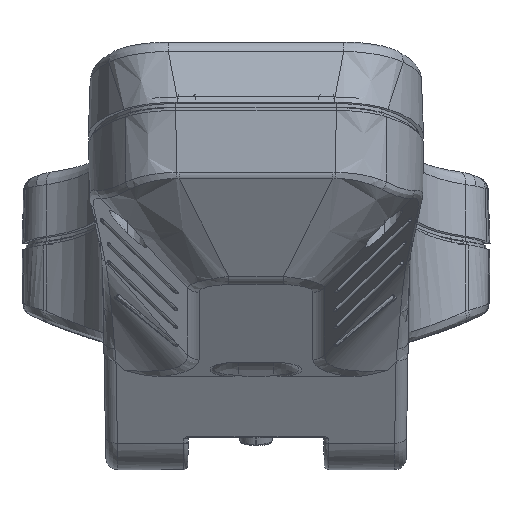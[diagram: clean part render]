
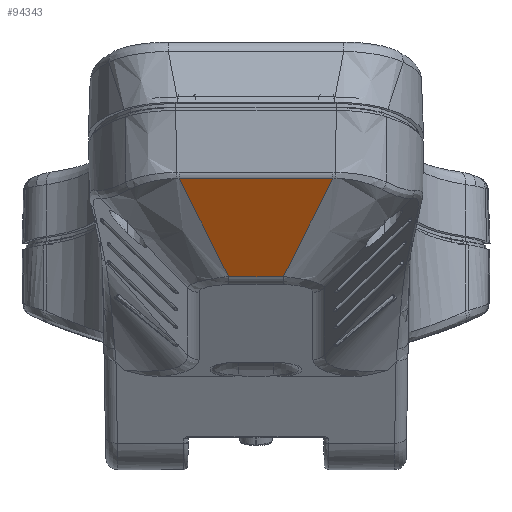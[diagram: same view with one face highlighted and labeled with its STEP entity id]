
A CAD part, top view. The second image highlights one B-rep face of the part: STEP entity #94343.
In plain terms, the highlighted planar face has unit normal (0, -0.5, 0.866).
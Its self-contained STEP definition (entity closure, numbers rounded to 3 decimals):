
#30497 = VECTOR ( 'NONE', #51446, 1000. ) ;
#30501 = VECTOR ( 'NONE', #51484, 1000. ) ;
#37168 = CARTESIAN_POINT ( 'NONE',  ( 6.209, 46.996, -13.454 ) ) ;
#37780 = CARTESIAN_POINT ( 'NONE',  ( -17.431, 69.168, -0.653 ) ) ;
#48361 = CARTESIAN_POINT ( 'NONE',  ( 17.431, 69.168, -0.653 ) ) ;
#51444 = CARTESIAN_POINT ( 'NONE',  ( 5.483, 46.996, -13.454 ) ) ;
#51446 = DIRECTION ( 'NONE',  ( 1., 0., 0. ) ) ;
#51448 = CARTESIAN_POINT ( 'NONE',  ( -17.431, 69.168, -0.653 ) ) ;
#51450 = CARTESIAN_POINT ( 'NONE',  ( -17.429, 69.163, -0.656 ) ) ;
#51451 = CARTESIAN_POINT ( 'NONE',  ( -17.426, 69.158, -0.659 ) ) ;
#51453 = CARTESIAN_POINT ( 'NONE',  ( -17.423, 69.153, -0.662 ) ) ;
#51455 = CARTESIAN_POINT ( 'NONE',  ( -14.19, 62.765, -4.35 ) ) ;
#51456 = CARTESIAN_POINT ( 'NONE',  ( -10.957, 56.377, -8.038 ) ) ;
#51458 = CARTESIAN_POINT ( 'NONE',  ( -7.724, 49.989, -11.726 ) ) ;
#51460 = CARTESIAN_POINT ( 'NONE',  ( -7.219, 48.991, -12.302 ) ) ;
#51461 = CARTESIAN_POINT ( 'NONE',  ( -6.714, 47.994, -12.878 ) ) ;
#51463 = CARTESIAN_POINT ( 'NONE',  ( -6.209, 46.996, -13.454 ) ) ;
#51465 = CARTESIAN_POINT ( 'NONE',  ( 6.209, 46.996, -13.454 ) ) ;
#51467 = CARTESIAN_POINT ( 'NONE',  ( 6.714, 47.994, -12.878 ) ) ;
#51469 = CARTESIAN_POINT ( 'NONE',  ( 7.219, 48.991, -12.302 ) ) ;
#51470 = CARTESIAN_POINT ( 'NONE',  ( 7.724, 49.989, -11.726 ) ) ;
#51472 = CARTESIAN_POINT ( 'NONE',  ( 10.957, 56.377, -8.038 ) ) ;
#51474 = CARTESIAN_POINT ( 'NONE',  ( 14.19, 62.765, -4.35 ) ) ;
#51475 = CARTESIAN_POINT ( 'NONE',  ( 17.423, 69.153, -0.662 ) ) ;
#51477 = CARTESIAN_POINT ( 'NONE',  ( 17.426, 69.158, -0.659 ) ) ;
#51479 = CARTESIAN_POINT ( 'NONE',  ( 17.429, 69.163, -0.656 ) ) ;
#51480 = CARTESIAN_POINT ( 'NONE',  ( 17.431, 69.168, -0.653 ) ) ;
#51483 = CARTESIAN_POINT ( 'NONE',  ( -17.737, 69.168, -0.653 ) ) ;
#51484 = DIRECTION ( 'NONE',  ( -1., 0., 0. ) ) ;
#56305 = CARTESIAN_POINT ( 'NONE',  ( -6.209, 46.996, -13.454 ) ) ;
#69513 = LINE ( 'NONE', #51444, #30497 ) ;
#69514 = LINE ( 'NONE', #51483, #30501 ) ;
#77189 = B_SPLINE_CURVE_WITH_KNOTS ( 'NONE', 3,
 ( #51448, #51450, #51451, #51453, #51455, #51456, #51458, #51460, #51461, #51463 ),
 .UNSPECIFIED., .F., .F.,
 ( 4, 3, 3, 4 ),
 ( 0.53, 0.53, 0.718, 0.747 ),
 .UNSPECIFIED. ) ;
#77197 = B_SPLINE_CURVE_WITH_KNOTS ( 'NONE', 3,
 ( #51465, #51467, #51469, #51470, #51472, #51474, #51475, #51477, #51479, #51480 ),
 .UNSPECIFIED., .F., .F.,
 ( 4, 3, 3, 4 ),
 ( 0.253, 0.282, 0.47, 0.47 ),
 .UNSPECIFIED. ) ;
#94343 = ADVANCED_FACE ( 'NONE', ( #119894 ), #118486, .F. ) ;
#102294 = EDGE_CURVE ( 'NONE', #107487, #108516, #69513, .T. ) ;
#102297 = EDGE_CURVE ( 'NONE', #109128, #107487, #77189, .T. ) ;
#102299 = EDGE_CURVE ( 'NONE', #108516, #108351, #77197, .T. ) ;
#102302 = EDGE_CURVE ( 'NONE', #108351, #109128, #69514, .T. ) ;
#107487 = VERTEX_POINT ( 'NONE', #56305 ) ;
#108351 = VERTEX_POINT ( 'NONE', #48361 ) ;
#108516 = VERTEX_POINT ( 'NONE', #37168 ) ;
#109128 = VERTEX_POINT ( 'NONE', #37780 ) ;
#116850 = EDGE_LOOP ( 'NONE', ( #117780, #117782, #117781, #117783 ) ) ;
#117780 = ORIENTED_EDGE ( 'NONE', *, *, #102297, .T. ) ;
#117781 = ORIENTED_EDGE ( 'NONE', *, *, #102299, .T. ) ;
#117782 = ORIENTED_EDGE ( 'NONE', *, *, #102294, .T. ) ;
#117783 = ORIENTED_EDGE ( 'NONE', *, *, #102302, .T. ) ;
#118486 = PLANE ( 'NONE',  #123821 ) ;
#118487 = CARTESIAN_POINT ( 'NONE',  ( -100., -59.3, -74.824 ) ) ;
#118488 = DIRECTION ( 'NONE',  ( 0., 0.5, -0.866 ) ) ;
#118489 = DIRECTION ( 'NONE',  ( 0., 0.866, 0.5 ) ) ;
#119894 = FACE_OUTER_BOUND ( 'NONE', #116850, .T. ) ;
#123821 = AXIS2_PLACEMENT_3D ( 'NONE', #118487, #118488, #118489 ) ;
